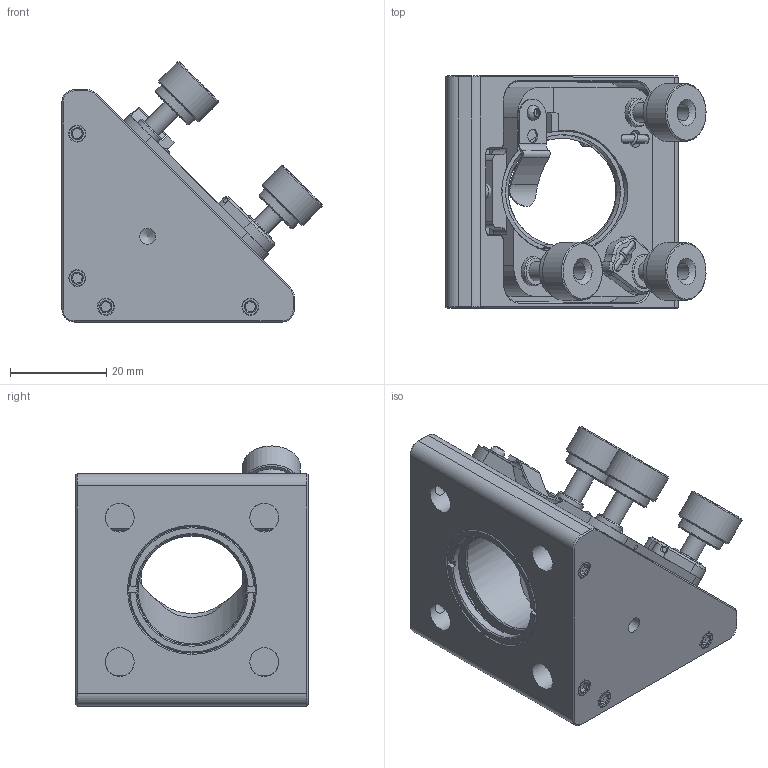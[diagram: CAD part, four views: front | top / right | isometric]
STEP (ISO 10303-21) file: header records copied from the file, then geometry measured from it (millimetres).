
FILE_DESCRIPTION (( 'STEP AP203' ), '1' );
FILE_NAME ('530118.STEP', '2025-04-27T08:07:37', ( 'Windows User' ), ( 'P R C' ), 'SwSTEP 2.0', 'SolidWorks 2020', '' );
FILE_SCHEMA (( 'CONFIG_CONTROL_DESIGN' ));
Length unit declared in the file: millimetre
Products named in the file (1): 530118
Bounding box: 54.02 x 48.26 x 54.02 mm (x, y, z)
Volume: 47639 mm3; surface area: 27939.6 mm2
Topology: 40 solids, 40 shells, 704 faces, 1687 edges, 1086 vertices
Faces by surface type: plane 356, cylinder 189, cone 136, bspline 23
Full cylindrical faces by diameter (mm): 1.5 x5, 1.6 x3, 2 x3, 2.05 x1, 2.4 x2, 2.5 x1, 2.8 x2, 2.9 x3, 2.99 x3, 3 x1, 3.3 x9, 3.5 x3, 3.556 x3, 3.7 x3, 3.75 x3, 3.8 x2, 4 x13, 5 x2, 5.1 x1, 5.5 x2, 6 x9, 6.35 x4, 6.8 x2, 7 x4, 7.8 x1, 8.4 x1, 10 x3, 12 x3, 22.352 x2, 22.9 x2
Entity records: 27690 total; most frequent: CARTESIAN_POINT 12648, DIRECTION 3097, ORIENTED_EDGE 2748, EDGE_CURVE 1374, AXIS2_PLACEMENT_3D 1213, EDGE_LOOP 1028, VERTEX_POINT 998, FACE_OUTER_BOUND 814
